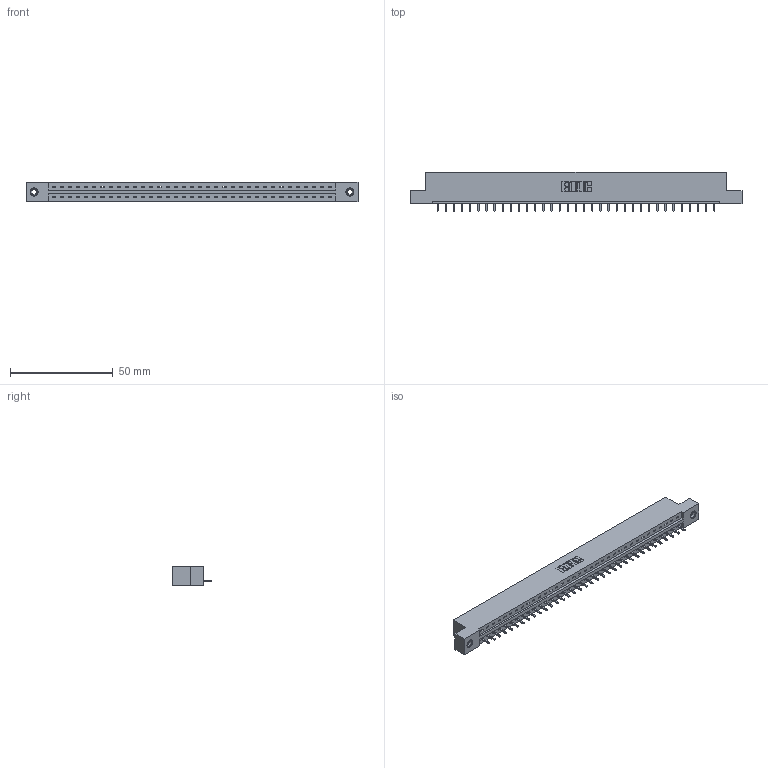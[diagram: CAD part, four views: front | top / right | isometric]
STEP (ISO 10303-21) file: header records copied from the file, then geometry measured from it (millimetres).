
FILE_DESCRIPTION (( 'STEP AP203' ), '1' );
FILE_NAME ('387-035-521-108.STEP', '2019-10-04T11:53:44', ( '' ), ( '' ), 'SwSTEP 2.0', 'SolidWorks 2016', '' );
FILE_SCHEMA (( 'CONFIG_CONTROL_DESIGN' ));
Length unit declared in the file: inch
Products named in the file (4): 387-035-521-108; 345-250-001_345-250-003-102; 345-292-001_345-293-121; 337 Part_Flush Mounting Lugs - 0.156 Dia-TI
Assembly tree (38 placements, depth 2):
  387-035-521-108
    337 Part_Flush Mounting Lugs - 0.156 Dia-TI
    345-292-001_345-293-121  x35
    345-250-001_345-250-003-102  x2
Bounding box: 161.7 x 19.06 x 9.4 mm (x, y, z)
Volume: 16611.9 mm3; surface area: 16734.7 mm2
Topology: 38 solids, 38 shells, 2344 faces, 7027 edges, 4630 vertices
Faces by surface type: plane 1712, cylinder 616, cone 12, torus 4
Entity records: 28126 total; most frequent: CARTESIAN_POINT 4878, ORIENTED_EDGE 4842, DIRECTION 4153, EDGE_CURVE 2421, LINE 2273, VECTOR 2273, VERTEX_POINT 1608, AXIS2_PLACEMENT_3D 940
